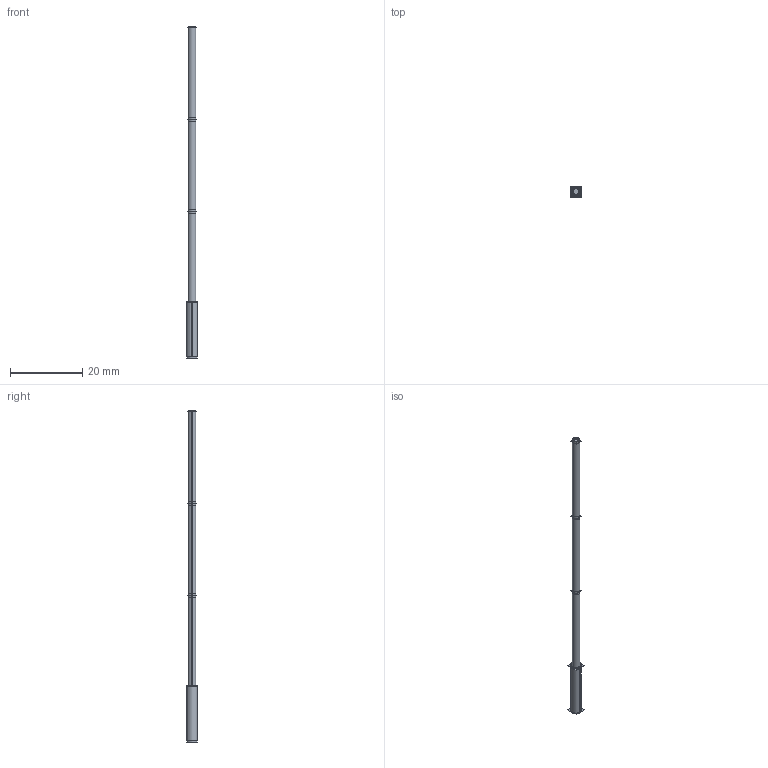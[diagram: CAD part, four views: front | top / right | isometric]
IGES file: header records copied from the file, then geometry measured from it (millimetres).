
Start section:  PTC IGES file: 166418.igs
Global section: file name: 166418.igs; native system: Creo Parametric by Parametric Technology Corporation; preprocessor: 2013230; author: pdmadmin; organization: Unknown; date: 20160105.130613; units: millimetre
Bounding box: 3.17 x 3.17 x 91.99 mm (x, y, z)
Volume: 216.1 mm3; surface area: 4724.2 mm2
Topology: 4 solids, 4 shells, 56 faces, 264 edges, 340 vertices
Faces by surface type: revolution 40, bspline 16
